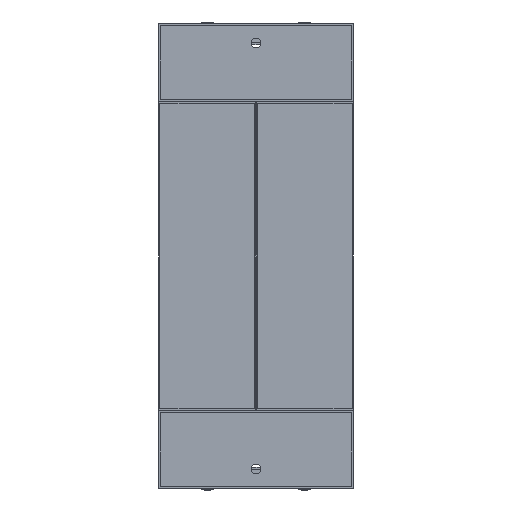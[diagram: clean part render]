
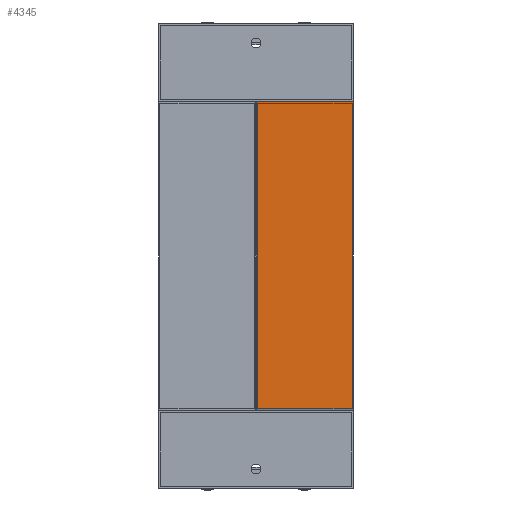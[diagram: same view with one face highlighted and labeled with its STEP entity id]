
A CAD part, left-side view. The second image highlights one B-rep face of the part: STEP entity #4345.
In plain terms, the highlighted face is planar.
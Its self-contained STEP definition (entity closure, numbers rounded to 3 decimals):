
#60 = CARTESIAN_POINT ( 'NONE',  ( -157.5, -49.5, -0.75 ) ) ;
#86 = PLANE ( 'NONE',  #5852 ) ;
#302 = VERTEX_POINT ( 'NONE', #1628 ) ;
#424 = ORIENTED_EDGE ( 'NONE', *, *, #6666, .T. ) ;
#434 = CARTESIAN_POINT ( 'NONE',  ( -157.5, -49.5, -0.75 ) ) ;
#508 = ORIENTED_EDGE ( 'NONE', *, *, #3859, .T. ) ;
#799 = ORIENTED_EDGE ( 'NONE', *, *, #2712, .F. ) ;
#995 = ORIENTED_EDGE ( 'NONE', *, *, #3322, .F. ) ;
#1331 = DIRECTION ( 'NONE',  ( -1., 0., 0. ) ) ;
#1424 = VECTOR ( 'NONE', #3652, 1000. ) ;
#1628 = CARTESIAN_POINT ( 'NONE',  ( 157.5, -49.5, -0.75 ) ) ;
#2002 = CARTESIAN_POINT ( 'NONE',  ( -157.5, 49.5, -0.75 ) ) ;
#2303 = VERTEX_POINT ( 'NONE', #60 ) ;
#2395 = LINE ( 'NONE', #434, #6594 ) ;
#2712 = EDGE_CURVE ( 'NONE', #2303, #302, #2395, .T. ) ;
#2804 = FACE_OUTER_BOUND ( 'NONE', #5122, .T. ) ;
#2904 = LINE ( 'NONE', #6747, #1424 ) ;
#2990 = CARTESIAN_POINT ( 'NONE',  ( 0., 0., -0.75 ) ) ;
#3170 = VECTOR ( 'NONE', #5632, 1000. ) ;
#3322 = EDGE_CURVE ( 'NONE', #302, #6174, #4688, .T. ) ;
#3594 = CARTESIAN_POINT ( 'NONE',  ( 157.5, -49.5, -0.75 ) ) ;
#3652 = DIRECTION ( 'NONE',  ( 1., 0., 0. ) ) ;
#3803 = DIRECTION ( 'NONE',  ( 1., 0., 0. ) ) ;
#3859 = EDGE_CURVE ( 'NONE', #5830, #6174, #2904, .T. ) ;
#4345 = ADVANCED_FACE ( 'NONE', ( #2804 ), #86, .T. ) ;
#4615 = DIRECTION ( 'NONE',  ( 0., 0., -1. ) ) ;
#4673 = DIRECTION ( 'NONE',  ( 0., 1., 0. ) ) ;
#4688 = LINE ( 'NONE', #3594, #5903 ) ;
#5116 = CARTESIAN_POINT ( 'NONE',  ( -157.5, -49.5, -0.75 ) ) ;
#5122 = EDGE_LOOP ( 'NONE', ( #424, #508, #995, #799 ) ) ;
#5632 = DIRECTION ( 'NONE',  ( 0., 1., 0. ) ) ;
#5830 = VERTEX_POINT ( 'NONE', #2002 ) ;
#5852 = AXIS2_PLACEMENT_3D ( 'NONE', #2990, #4615, #1331 ) ;
#5903 = VECTOR ( 'NONE', #4673, 1000. ) ;
#5981 = LINE ( 'NONE', #5116, #3170 ) ;
#6079 = CARTESIAN_POINT ( 'NONE',  ( 157.5, 49.5, -0.75 ) ) ;
#6174 = VERTEX_POINT ( 'NONE', #6079 ) ;
#6594 = VECTOR ( 'NONE', #3803, 1000. ) ;
#6666 = EDGE_CURVE ( 'NONE', #2303, #5830, #5981, .T. ) ;
#6747 = CARTESIAN_POINT ( 'NONE',  ( -157.5, 49.5, -0.75 ) ) ;
